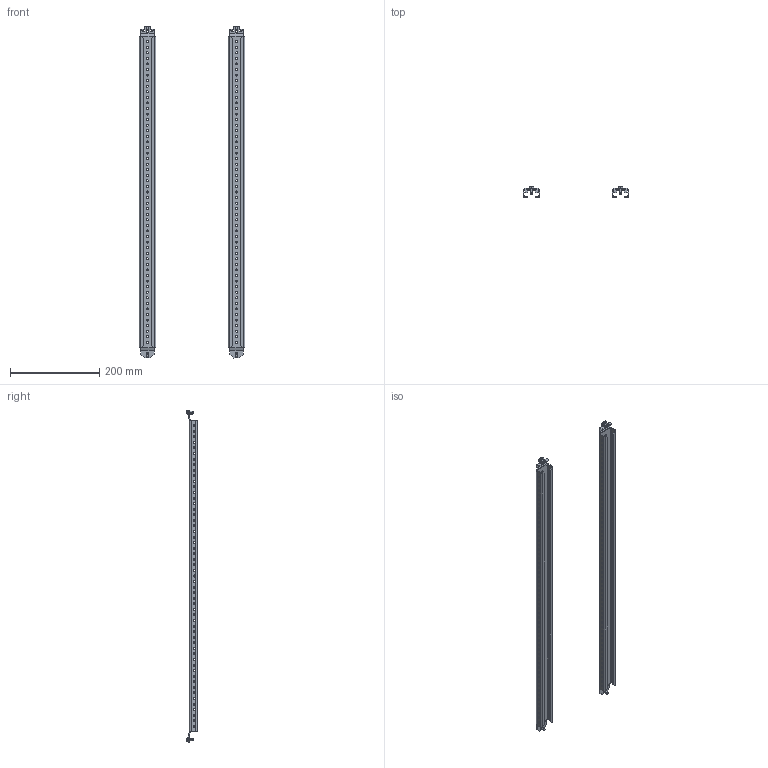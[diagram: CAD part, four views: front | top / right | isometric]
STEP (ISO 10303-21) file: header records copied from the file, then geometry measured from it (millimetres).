
FILE_DESCRIPTION (( 'STEP AP203' ), '1' );
FILE_NAME ('UR14520008080 Ðåéêà ìîíòàæíàÿ îñíîâàíèå øêàôà RS52 00.80 (2øò) (000.801.461-02).STEP', '2022-04-18T08:00:19', ( '' ), ( '' ), 'SwSTEP 2.0', 'SolidWorks 2017', '' );
FILE_SCHEMA (( 'CONFIG_CONTROL_DESIGN' ));
Length unit declared in the file: millimetre
Products named in the file (3): 025-257 Øèíà ìîíòàæíàÿ 18õ38_02 (00.80); UR14520008080 Ðåéêà ìîíòàæíàÿ îñíîâàíèå øêàôà RS52 00.80 (2øò) (000.801.461-02); Âèíò DIN 7500 C TORX_Œ5å12
Assembly tree (6 placements, depth 2):
  UR14520008080 Ðåéêà ìîíòàæíàÿ îñíîâàíèå øêàôà RS52 00.80 (2øò) (000.801.461-02)
    025-257 Øèíà ìîíòàæíàÿ 18õ38_02 (00.80)  x2
    Âèíò DIN 7500 C TORX_Œ5å12  x4
Bounding box: 238 x 23.69 x 745.5 mm (x, y, z)
Volume: 221915 mm3; surface area: 238244.1 mm2
Topology: 6 solids, 6 shells, 1060 faces, 2964 edges, 1920 vertices
Faces by surface type: cylinder 794, plane 242, cone 16, sphere 8
Entity records: 17217 total; most frequent: DIRECTION 3105, CARTESIAN_POINT 2876, ORIENTED_EDGE 2740, EDGE_CURVE 1370, AXIS2_PLACEMENT_3D 1261, VERTEX_POINT 886, EDGE_LOOP 822, CIRCLE 763
